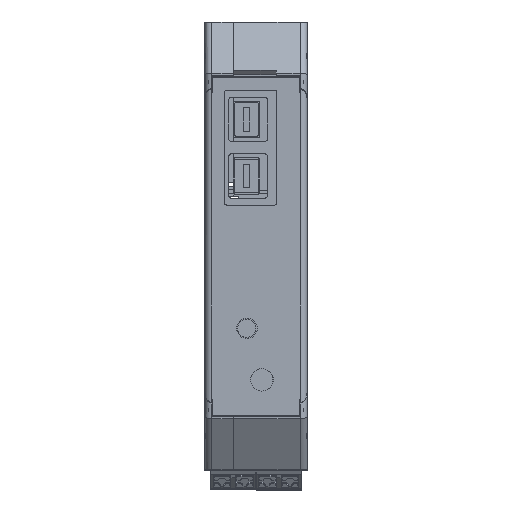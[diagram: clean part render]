
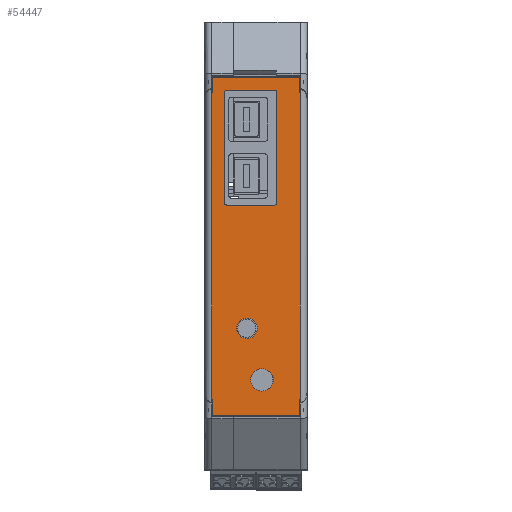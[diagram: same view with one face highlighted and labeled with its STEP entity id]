
A CAD part, top view. The second image highlights one B-rep face of the part: STEP entity #54447.
In plain terms, the highlighted face is planar.
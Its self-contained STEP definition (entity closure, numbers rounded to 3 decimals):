
#1794=CIRCLE('',#57547,0.5);
#1796=CIRCLE('',#57551,0.5);
#1798=CIRCLE('',#57555,0.5);
#1800=CIRCLE('',#57559,0.5);
#1803=CIRCLE('',#57564,2.5);
#1805=CIRCLE('',#57567,2.25);
#4464=VERTEX_POINT('',#78996);
#4465=VERTEX_POINT('',#78997);
#4468=VERTEX_POINT('',#79005);
#4470=VERTEX_POINT('',#79011);
#4471=VERTEX_POINT('',#79012);
#4474=VERTEX_POINT('',#79023);
#4475=VERTEX_POINT('',#79024);
#4478=VERTEX_POINT('',#79035);
#4481=VERTEX_POINT('',#79046);
#4483=VERTEX_POINT('',#79051);
#4484=VERTEX_POINT('',#79054);
#4485=VERTEX_POINT('',#79055);
#4486=VERTEX_POINT('',#79057);
#4487=VERTEX_POINT('',#79059);
#4488=VERTEX_POINT('',#79061);
#4489=VERTEX_POINT('',#79063);
#4490=VERTEX_POINT('',#79065);
#4491=VERTEX_POINT('',#79067);
#4492=VERTEX_POINT('',#79069);
#4493=VERTEX_POINT('',#79071);
#4494=VERTEX_POINT('',#79073);
#4495=VERTEX_POINT('',#79075);
#10544=VECTOR('',#64433,1.);
#10550=VECTOR('',#64446,1.);
#10554=VECTOR('',#64457,1.);
#10557=VECTOR('',#64467,1.);
#10558=VECTOR('',#64481,1.);
#10559=VECTOR('',#64482,1.);
#10560=VECTOR('',#64483,1.);
#10561=VECTOR('',#64484,1.);
#10562=VECTOR('',#64485,1.);
#10563=VECTOR('',#64486,1.);
#10564=VECTOR('',#64487,1.);
#10565=VECTOR('',#64488,1.);
#10566=VECTOR('',#64489,1.);
#10567=VECTOR('',#64490,1.);
#10568=VECTOR('',#64491,1.);
#10569=VECTOR('',#64492,1.);
#17568=LINE('',#79004,#10544);
#17574=LINE('',#79020,#10550);
#17578=LINE('',#79032,#10554);
#17581=LINE('',#79041,#10557);
#17582=LINE('',#79053,#10558);
#17583=LINE('',#79056,#10559);
#17584=LINE('',#79058,#10560);
#17585=LINE('',#79060,#10561);
#17586=LINE('',#79062,#10562);
#17587=LINE('',#79064,#10563);
#17588=LINE('',#79066,#10564);
#17589=LINE('',#79068,#10565);
#17590=LINE('',#79070,#10566);
#17591=LINE('',#79072,#10567);
#17592=LINE('',#79074,#10568);
#17593=LINE('',#79076,#10569);
#25037=EDGE_CURVE('',#4464,#4465,#1794,.T.);
#25041=EDGE_CURVE('',#4468,#4465,#17568,.T.);
#25044=EDGE_CURVE('',#4470,#4471,#1796,.T.);
#25049=EDGE_CURVE('',#4464,#4471,#17574,.T.);
#25050=EDGE_CURVE('',#4474,#4475,#1798,.T.);
#25055=EDGE_CURVE('',#4470,#4475,#17578,.T.);
#25056=EDGE_CURVE('',#4468,#4478,#1800,.T.);
#25060=EDGE_CURVE('',#4474,#4478,#17581,.T.);
#25062=EDGE_CURVE('',#4481,#4481,#1803,.T.);
#25064=EDGE_CURVE('',#4483,#4483,#1805,.T.);
#25065=EDGE_CURVE('',#4484,#4485,#17582,.T.);
#25066=EDGE_CURVE('',#4486,#4485,#17583,.T.);
#25067=EDGE_CURVE('',#4486,#4487,#17584,.T.);
#25068=EDGE_CURVE('',#4488,#4487,#17585,.T.);
#25069=EDGE_CURVE('',#4488,#4489,#17586,.T.);
#25070=EDGE_CURVE('',#4490,#4489,#17587,.T.);
#25071=EDGE_CURVE('',#4490,#4491,#17588,.T.);
#25072=EDGE_CURVE('',#4492,#4491,#17589,.T.);
#25073=EDGE_CURVE('',#4492,#4493,#17590,.T.);
#25074=EDGE_CURVE('',#4493,#4494,#17591,.T.);
#25075=EDGE_CURVE('',#4494,#4495,#17592,.T.);
#25076=EDGE_CURVE('',#4495,#4484,#17593,.T.);
#36465=ORIENTED_EDGE('',*,*,#25062,.T.);
#36466=ORIENTED_EDGE('',*,*,#25064,.T.);
#36467=ORIENTED_EDGE('',*,*,#25049,.T.);
#36468=ORIENTED_EDGE('',*,*,#25044,.F.);
#36469=ORIENTED_EDGE('',*,*,#25055,.T.);
#36470=ORIENTED_EDGE('',*,*,#25050,.F.);
#36471=ORIENTED_EDGE('',*,*,#25060,.T.);
#36472=ORIENTED_EDGE('',*,*,#25056,.F.);
#36473=ORIENTED_EDGE('',*,*,#25041,.T.);
#36474=ORIENTED_EDGE('',*,*,#25037,.F.);
#36475=ORIENTED_EDGE('',*,*,#25065,.T.);
#36476=ORIENTED_EDGE('',*,*,#25066,.F.);
#36477=ORIENTED_EDGE('',*,*,#25067,.T.);
#36478=ORIENTED_EDGE('',*,*,#25068,.F.);
#36479=ORIENTED_EDGE('',*,*,#25069,.T.);
#36480=ORIENTED_EDGE('',*,*,#25070,.F.);
#36481=ORIENTED_EDGE('',*,*,#25071,.T.);
#36482=ORIENTED_EDGE('',*,*,#25072,.F.);
#36483=ORIENTED_EDGE('',*,*,#25073,.T.);
#36484=ORIENTED_EDGE('',*,*,#25074,.T.);
#36485=ORIENTED_EDGE('',*,*,#25075,.T.);
#36486=ORIENTED_EDGE('',*,*,#25076,.T.);
#48042=EDGE_LOOP('',(#36465));
#48043=EDGE_LOOP('',(#36466));
#48044=EDGE_LOOP('',(#36467,#36468,#36469,#36470,#36471,#36472,#36473,#36474));
#48045=EDGE_LOOP('',(#36475,#36476,#36477,#36478,#36479,#36480,#36481,#36482,
#36483,#36484,#36485,#36486));
#51290=FACE_BOUND('',#48042,.T.);
#51291=FACE_BOUND('',#48043,.T.);
#51292=FACE_BOUND('',#48044,.T.);
#51293=FACE_BOUND('',#48045,.T.);
#54447=ADVANCED_FACE('',(#51290,#51291,#51292,#51293),#90681,.T.);
#57547=AXIS2_PLACEMENT_3D('',#78995,#64426,#64427);
#57551=AXIS2_PLACEMENT_3D('',#79010,#64438,#64439);
#57555=AXIS2_PLACEMENT_3D('',#79022,#64449,#64450);
#57559=AXIS2_PLACEMENT_3D('',#79034,#64460,#64461);
#57564=AXIS2_PLACEMENT_3D('',#79045,#64472,#64473);
#57567=AXIS2_PLACEMENT_3D('',#79050,#64478,#64479);
#57568=AXIS2_PLACEMENT_3D('',#79052,#64480,$);
#64426=DIRECTION('',(0.,1.,0.));
#64427=DIRECTION('',(-0.354,0.,0.354));
#64433=DIRECTION('',(-1.,0.,0.));
#64438=DIRECTION('',(0.,1.,0.));
#64439=DIRECTION('',(-0.354,0.,-0.354));
#64446=DIRECTION('',(0.,0.,-1.));
#64449=DIRECTION('',(0.,1.,0.));
#64450=DIRECTION('',(0.354,0.,-0.354));
#64457=DIRECTION('',(1.,0.,0.));
#64460=DIRECTION('',(0.,1.,0.));
#64461=DIRECTION('',(0.354,0.,0.354));
#64467=DIRECTION('',(0.,0.,1.));
#64472=DIRECTION('',(0.,-1.,0.));
#64473=DIRECTION('',(2.5,0.,0.));
#64478=DIRECTION('',(0.,-1.,0.));
#64479=DIRECTION('',(2.25,0.,0.));
#64480=DIRECTION('',(0.,1.,0.));
#64481=DIRECTION('',(0.,0.,-1.));
#64482=DIRECTION('',(1.,0.,0.));
#64483=DIRECTION('',(0.,0.,-1.));
#64484=DIRECTION('',(1.,0.,0.));
#64485=DIRECTION('',(0.,0.,1.));
#64486=DIRECTION('',(1.,0.,0.));
#64487=DIRECTION('',(0.,0.,1.));
#64488=DIRECTION('',(-1.,0.,0.));
#64489=DIRECTION('',(0.,0.,1.));
#64490=DIRECTION('',(1.,0.,0.));
#64491=DIRECTION('',(0.,0.,-1.));
#64492=DIRECTION('',(1.,0.,0.));
#78995=CARTESIAN_POINT('',(-33.889,114.5,4.));
#78996=CARTESIAN_POINT('',(-34.389,114.5,4.));
#78997=CARTESIAN_POINT('',(-33.889,114.5,4.5));
#79004=CARTESIAN_POINT('',(-29.452,114.5,4.5));
#79005=CARTESIAN_POINT('',(-9.519,114.5,4.5));
#79010=CARTESIAN_POINT('',(-33.889,114.5,-6.63));
#79011=CARTESIAN_POINT('',(-33.889,114.5,-7.13));
#79012=CARTESIAN_POINT('',(-34.389,114.5,-6.63));
#79020=CARTESIAN_POINT('',(-34.389,114.5,-6.043));
#79022=CARTESIAN_POINT('',(-9.519,114.5,-6.63));
#79023=CARTESIAN_POINT('',(-9.019,114.5,-6.63));
#79024=CARTESIAN_POINT('',(-9.519,114.5,-7.13));
#79032=CARTESIAN_POINT('',(-29.452,114.5,-7.13));
#79034=CARTESIAN_POINT('',(-9.519,114.5,4.));
#79035=CARTESIAN_POINT('',(-9.019,114.5,4.));
#79041=CARTESIAN_POINT('',(-9.019,114.5,-6.043));
#79045=CARTESIAN_POINT('',(29.637,114.5,-3.8));
#79046=CARTESIAN_POINT('',(32.137,114.5,-3.8));
#79050=CARTESIAN_POINT('',(18.266,114.5,-0.513));
#79051=CARTESIAN_POINT('',(20.516,114.5,-0.513));
#79052=CARTESIAN_POINT('',(-37.2,114.5,-10.772));
#79053=CARTESIAN_POINT('',(37.5,114.5,8.8));
#79054=CARTESIAN_POINT('',(37.5,114.5,7.15));
#79055=CARTESIAN_POINT('',(37.5,114.5,-12.15));
#79056=CARTESIAN_POINT('',(-32.78,114.5,-12.15));
#79057=CARTESIAN_POINT('',(34.6,114.5,-12.15));
#79058=CARTESIAN_POINT('',(34.6,114.5,8.8));
#79059=CARTESIAN_POINT('',(34.6,114.5,-12.3));
#79060=CARTESIAN_POINT('',(-32.78,114.5,-12.3));
#79061=CARTESIAN_POINT('',(-34.6,114.5,-12.3));
#79062=CARTESIAN_POINT('',(-34.6,114.5,8.8));
#79063=CARTESIAN_POINT('',(-34.6,114.5,-12.15));
#79064=CARTESIAN_POINT('',(-32.78,114.5,-12.15));
#79065=CARTESIAN_POINT('',(-37.2,114.5,-12.15));
#79066=CARTESIAN_POINT('',(-37.2,114.5,-7.25));
#79067=CARTESIAN_POINT('',(-37.2,114.5,7.15));
#79068=CARTESIAN_POINT('',(-32.78,114.5,7.15));
#79069=CARTESIAN_POINT('',(-34.6,114.5,7.15));
#79070=CARTESIAN_POINT('',(-34.6,114.5,8.8));
#79071=CARTESIAN_POINT('',(-34.6,114.5,7.3));
#79072=CARTESIAN_POINT('',(-32.78,114.5,7.3));
#79073=CARTESIAN_POINT('',(34.6,114.5,7.3));
#79074=CARTESIAN_POINT('',(34.6,114.5,8.8));
#79075=CARTESIAN_POINT('',(34.6,114.5,7.15));
#79076=CARTESIAN_POINT('',(-32.78,114.5,7.15));
#90681=PLANE('',#57568);
